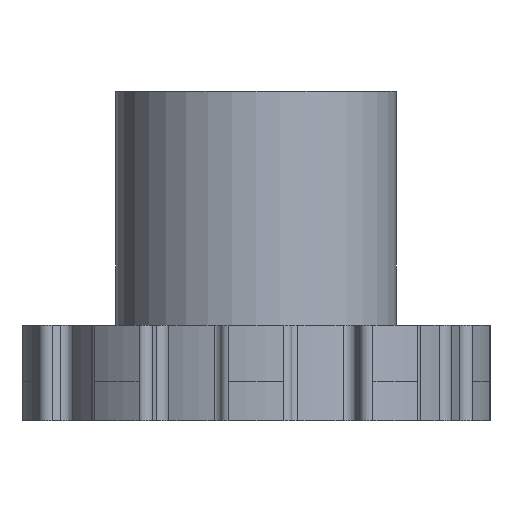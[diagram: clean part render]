
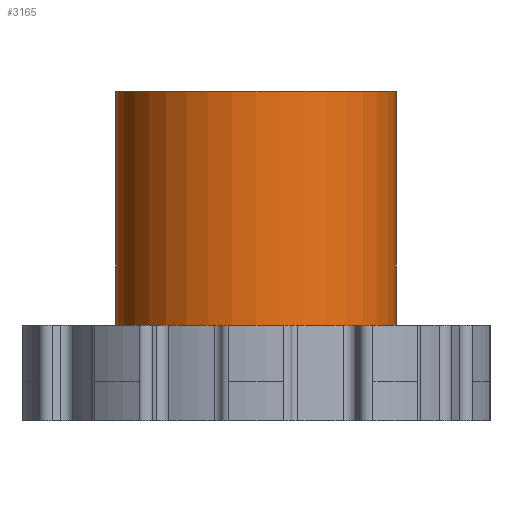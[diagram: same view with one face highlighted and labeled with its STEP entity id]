
A CAD part, front view. The second image highlights one B-rep face of the part: STEP entity #3165.
In plain terms, the highlighted cylindrical face has radius 15 mm (diameter 30 mm), a partial arc.
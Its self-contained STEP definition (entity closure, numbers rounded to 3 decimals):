
#1586=CARTESIAN_POINT('Vertex',(15.,0.,3.)) ;
#1591=CARTESIAN_POINT('Axis2P3D Location',(0.,0.,3.)) ;
#1595=CARTESIAN_POINT('Vertex',(-15.,0.,3.)) ;
#3116=CARTESIAN_POINT('Axis2P3D Location',(0.,0.,15.5)) ;
#3125=CARTESIAN_POINT('Vertex',(15.,0.,28.)) ;
#3130=CARTESIAN_POINT('Line Origine',(15.,0.,11.84)) ;
#3147=CARTESIAN_POINT('Line Origine',(-15.,0.,11.84)) ;
#3151=CARTESIAN_POINT('Vertex',(-15.,0.,28.)) ;
#3154=CARTESIAN_POINT('Axis2P3D Location',(0.,0.,28.)) ;
#1592=DIRECTION('Axis2P3D Direction',(0.,0.,1.)) ;
#3117=DIRECTION('Axis2P3D Direction',(0.,0.,1.)) ;
#3118=DIRECTION('Axis2P3D XDirection',(1.,0.,0.)) ;
#3131=DIRECTION('Vector Direction',(0.,0.,1.)) ;
#3148=DIRECTION('Vector Direction',(0.,0.,1.)) ;
#3155=DIRECTION('Axis2P3D Direction',(0.,0.,1.)) ;
#1593=AXIS2_PLACEMENT_3D('Circle Axis2P3D',#1591,#1592,$) ;
#3119=AXIS2_PLACEMENT_3D('Cylinder Axis2P3D',#3116,#3117,#3118) ;
#3156=AXIS2_PLACEMENT_3D('Circle Axis2P3D',#3154,#3155,$) ;
#3160=ORIENTED_EDGE('',*,*,#3153,.F.) ;
#3161=ORIENTED_EDGE('',*,*,#1597,.T.) ;
#3162=ORIENTED_EDGE('',*,*,#3134,.T.) ;
#3163=ORIENTED_EDGE('',*,*,#3158,.F.) ;
#3132=VECTOR('Line Direction',#3131,1.) ;
#3149=VECTOR('Line Direction',#3148,1.) ;
#3165=ADVANCED_FACE('Corps principal',(#3164),#3120,.T.) ;
#1594=CIRCLE('generated circle',#1593,15.) ;
#3157=CIRCLE('generated circle',#3156,15.) ;
#3120=CYLINDRICAL_SURFACE('generated cylinder',#3119,15.) ;
#1597=EDGE_CURVE('',#1596,#1587,#1594,.T.) ;
#3134=EDGE_CURVE('',#1587,#3126,#3133,.T.) ;
#3153=EDGE_CURVE('',#1596,#3152,#3150,.T.) ;
#3158=EDGE_CURVE('',#3152,#3126,#3157,.T.) ;
#3159=EDGE_LOOP('',(#3160,#3161,#3162,#3163)) ;
#3164=FACE_OUTER_BOUND('',#3159,.T.) ;
#3133=LINE('Line',#3130,#3132) ;
#3150=LINE('Line',#3147,#3149) ;
#1587=VERTEX_POINT('',#1586) ;
#1596=VERTEX_POINT('',#1595) ;
#3126=VERTEX_POINT('',#3125) ;
#3152=VERTEX_POINT('',#3151) ;
